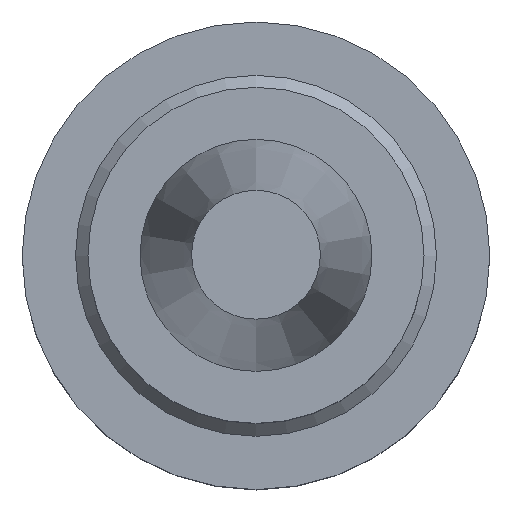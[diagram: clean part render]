
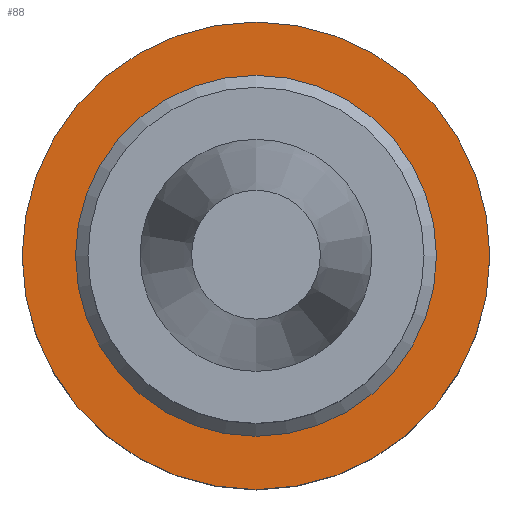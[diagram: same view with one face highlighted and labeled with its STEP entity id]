
A CAD part, top view. The second image highlights one B-rep face of the part: STEP entity #88.
In plain terms, the highlighted planar face has unit normal (0, 0, 1).
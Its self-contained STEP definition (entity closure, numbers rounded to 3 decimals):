
#88=ADVANCED_FACE('',(#128,#129),#130,.T.);
#128=FACE_OUTER_BOUND('',#171,.T.);
#129=FACE_BOUND('',#172,.T.);
#130=PLANE('',#173);
#171=EDGE_LOOP('',(#240));
#172=EDGE_LOOP('',(#241));
#173=AXIS2_PLACEMENT_3D('',#242,#243,#244);
#240=ORIENTED_EDGE('',*,*,#263,.F.);
#241=ORIENTED_EDGE('',*,*,#262,.T.);
#242=CARTESIAN_POINT('',(0.,28.35,-35.));
#243=DIRECTION('',(0.,0.,1.0));
#244=DIRECTION('',(0.,-1.0,0.));
#262=EDGE_CURVE('',#288,#288,#289,.T.);
#263=EDGE_CURVE('',#290,#290,#291,.T.);
#288=VERTEX_POINT('',#316);
#289=CIRCLE('',#317,24.7);
#290=VERTEX_POINT('',#318);
#291=CIRCLE('',#319,32.0);
#316=CARTESIAN_POINT('',(0.,24.7,-35.));
#317=AXIS2_PLACEMENT_3D('',#356,#357,#358);
#318=CARTESIAN_POINT('',(0.,32.0,-35.));
#319=AXIS2_PLACEMENT_3D('',#359,#360,#361);
#356=CARTESIAN_POINT('',(0.,0.,-35.));
#357=DIRECTION('',(0.,0.,-1.0));
#358=DIRECTION('',(0.,1.0,0.));
#359=CARTESIAN_POINT('',(0.,0.,-35.));
#360=DIRECTION('',(0.,0.,-1.0));
#361=DIRECTION('',(0.,1.0,0.));
